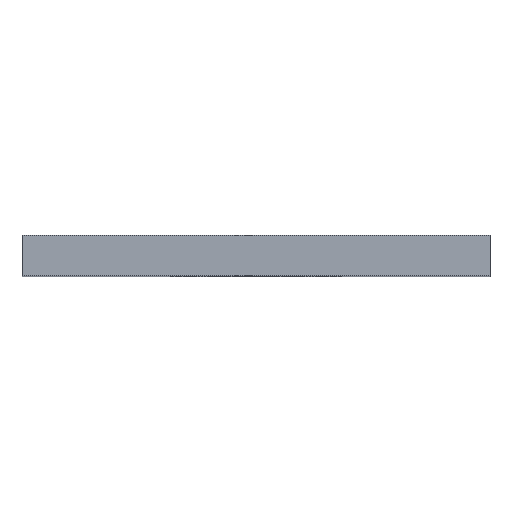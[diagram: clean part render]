
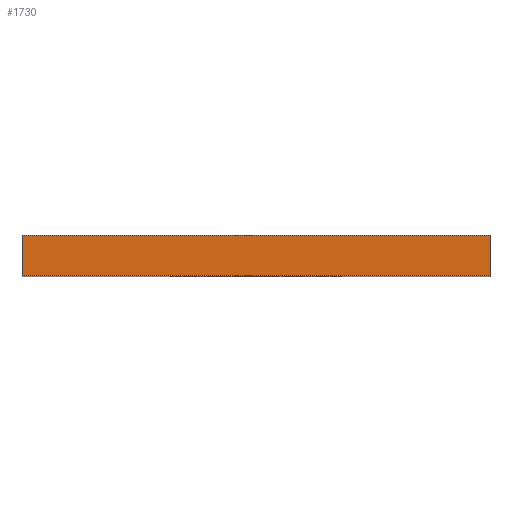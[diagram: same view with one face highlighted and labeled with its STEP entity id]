
A CAD part, top view. The second image highlights one B-rep face of the part: STEP entity #1730.
In plain terms, the highlighted planar face has unit normal (0, 0, 1).
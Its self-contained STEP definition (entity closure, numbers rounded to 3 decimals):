
#86 = CARTESIAN_POINT ( 'NONE',  ( 150.87, 25.4, 228.6 ) ) ;
#141 = VERTEX_POINT ( 'NONE', #368 ) ;
#155 = AXIS2_PLACEMENT_3D ( 'NONE', #1220, #2089, #177 ) ;
#177 = DIRECTION ( 'NONE',  ( -1., 0., 0. ) ) ;
#191 = ORIENTED_EDGE ( 'NONE', *, *, #663, .F. ) ;
#194 = ORIENTED_EDGE ( 'NONE', *, *, #314, .T. ) ;
#240 = VECTOR ( 'NONE', #1245, 1000. ) ;
#314 = EDGE_CURVE ( 'NONE', #1298, #141, #1480, .T. ) ;
#346 = PLANE ( 'NONE',  #155 ) ;
#368 = CARTESIAN_POINT ( 'NONE',  ( 150.87, -1., 228.6 ) ) ;
#474 = VECTOR ( 'NONE', #785, 1000. ) ;
#568 = CARTESIAN_POINT ( 'NONE',  ( -153.93, 25.4, 228.6 ) ) ;
#663 = EDGE_CURVE ( 'NONE', #2119, #141, #1647, .T. ) ;
#736 = EDGE_CURVE ( 'NONE', #2127, #2119, #1462, .T. ) ;
#770 = CARTESIAN_POINT ( 'NONE',  ( -153.93, 25.4, 228.6 ) ) ;
#785 = DIRECTION ( 'NONE',  ( 1., 0., 0. ) ) ;
#801 = CARTESIAN_POINT ( 'NONE',  ( 150.87, 25.4, 228.6 ) ) ;
#939 = ORIENTED_EDGE ( 'NONE', *, *, #1096, .T. ) ;
#1043 = EDGE_LOOP ( 'NONE', ( #939, #194, #191, #1202 ) ) ;
#1073 = CARTESIAN_POINT ( 'NONE',  ( -153.93, 25.4, 228.6 ) ) ;
#1096 = EDGE_CURVE ( 'NONE', #2127, #1298, #1968, .T. ) ;
#1196 = VECTOR ( 'NONE', #1484, 1000. ) ;
#1202 = ORIENTED_EDGE ( 'NONE', *, *, #736, .F. ) ;
#1220 = CARTESIAN_POINT ( 'NONE',  ( -153.93, 25.4, 228.6 ) ) ;
#1245 = DIRECTION ( 'NONE',  ( 1., 0., 0. ) ) ;
#1246 = CARTESIAN_POINT ( 'NONE',  ( -153.93, -1., 228.6 ) ) ;
#1290 = CARTESIAN_POINT ( 'NONE',  ( 0., -1., 228.6 ) ) ;
#1298 = VERTEX_POINT ( 'NONE', #1246 ) ;
#1312 = VECTOR ( 'NONE', #2134, 1000. ) ;
#1462 = LINE ( 'NONE', #568, #240 ) ;
#1480 = LINE ( 'NONE', #1290, #474 ) ;
#1484 = DIRECTION ( 'NONE',  ( 0., -1., 0. ) ) ;
#1647 = LINE ( 'NONE', #801, #1196 ) ;
#1730 = ADVANCED_FACE ( 'NONE', ( #1886 ), #346, .F. ) ;
#1886 = FACE_OUTER_BOUND ( 'NONE', #1043, .T. ) ;
#1968 = LINE ( 'NONE', #770, #1312 ) ;
#2089 = DIRECTION ( 'NONE',  ( 0., 0., -1. ) ) ;
#2119 = VERTEX_POINT ( 'NONE', #86 ) ;
#2127 = VERTEX_POINT ( 'NONE', #1073 ) ;
#2134 = DIRECTION ( 'NONE',  ( 0., -1., 0. ) ) ;
